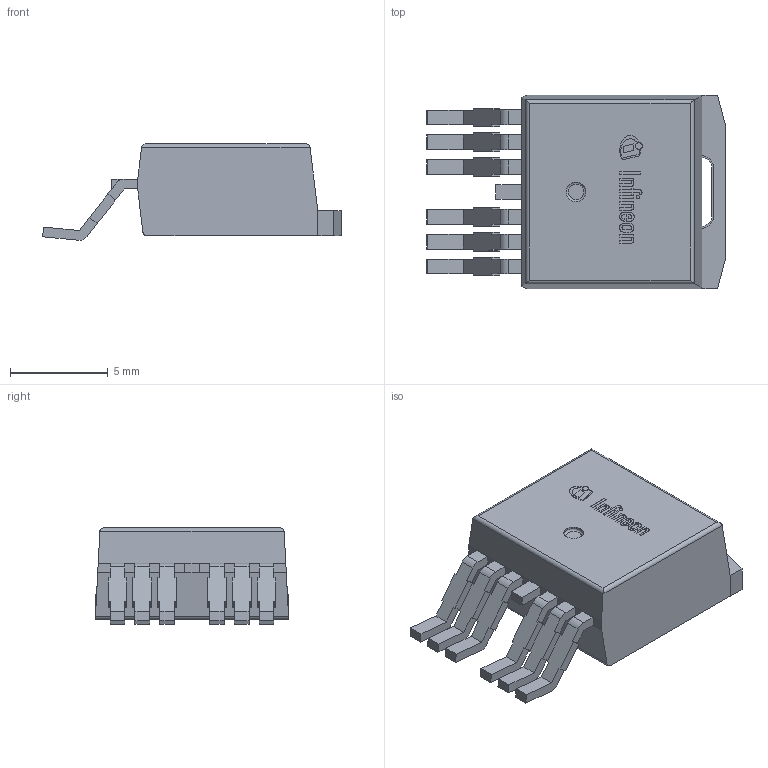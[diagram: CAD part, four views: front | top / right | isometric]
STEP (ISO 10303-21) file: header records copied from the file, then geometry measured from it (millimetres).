
FILE_DESCRIPTION(/* description */ (''),/* implementation_level */ '2;1');
FILE_NAME(/* name */ 'PG-TO263-7-14_Z8B00210011_V02_3D.stp',/* time_stamp */ '2021-07-01T18:02:23+06:00',/* author */ ('janartha'),/* organization */ (''),/* preprocessor_version */ 'ST-DEVELOPER v16.13',/* originating_system */ 'AutoCAD Mechanical',/* authorisation */ '');
FILE_SCHEMA (('AUTOMOTIVE_DESIGN { 1 0 10303 214 3 1 1 }'));
Length unit declared in the file: millimetre
Products named in the file (1): Product
Bounding box: 15.25 x 9.88 x 4.93 mm (x, y, z)
Volume: 489.2 mm3; surface area: 614.1 mm2
Topology: 21 solids, 21 shells, 277 faces, 698 edges, 465 vertices
Faces by surface type: plane 232, cylinder 26, bspline 18, torus 1
Full cylindrical faces by diameter (mm): 0.171 x1, 0.343 x1, 1 x1
Entity records: 8383 total; most frequent: CARTESIAN_POINT 1811, ORIENTED_EDGE 1388, DIRECTION 1231, EDGE_CURVE 694, LINE 605, VECTOR 605, VERTEX_POINT 465, AXIS2_PLACEMENT_3D 313
